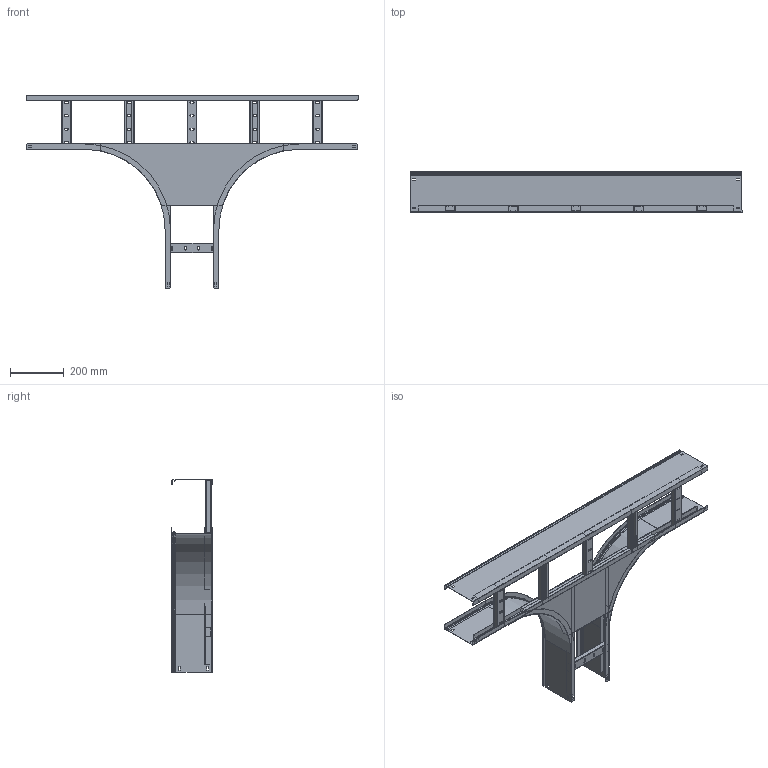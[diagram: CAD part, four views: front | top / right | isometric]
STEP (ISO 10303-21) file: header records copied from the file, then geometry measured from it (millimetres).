
FILE_DESCRIPTION (( 'STEP AP214' ), '1' );
FILE_NAME ('CRT04-4-150x200.STEP', '2021-03-10T06:26:49', ( '' ), ( '' ), 'SwSTEP 2.0', 'SolidWorks 2017', '' );
FILE_SCHEMA (( 'AUTOMOTIVE_DESIGN' ));
Length unit declared in the file: millimetre
Products named in the file (9): 岓臍 195.03.10 捘 冓憵_00_-00 (1174x200); ÊÈÂÀ 195.01.05 Ï-ïðîôèëü_îòâ_ö_00_668.2; CRT04-4-150x200; 岓臍 195.01.01_呧翲歑鍙 摳賧禖嶱闅槂鐻00_-03 h150; ÊÈÂÀ 195.03.04 Ï-ïðîôèëü_00_-01 (1174); ÊÈÂÀ 195.01.03_Ïëàíêà ïîïåðå÷íàÿ_00_-00; 岓臍 195.01.20 捘 冓憵_闅槂鐻00_-00 (200); ÊÈÂÀ 195.03.01 Ëîíæåðîí ïðÿìîé_00_-15; ÊÈÂÀ 195.03.02_Ïëàñòèíà ñîåäèíèòåëüíàÿ_00_-00 (1174)
Assembly tree (18 placements, depth 3):
  CRT04-4-150x200
    岓臍 195.03.10 捘 冓憵_00_-00 (1174x200)
      ÊÈÂÀ 195.03.04 Ï-ïðîôèëü_00_-01 (1174)  x2
      ÊÈÂÀ 195.01.03_Ïëàíêà ïîïåðå÷íàÿ_00_-00  x5
    ÊÈÂÀ 195.03.02_Ïëàñòèíà ñîåäèíèòåëüíàÿ_00_-00 (1174)  x2
    岓臍 195.01.20 捘 冓憵_闅槂鐻00_-00 (200)
      ÊÈÂÀ 195.01.05 Ï-ïðîôèëü_îòâ_ö_00_668.2  x2
      ÊÈÂÀ 195.01.03_Ïëàíêà ïîïåðå÷íàÿ_00_-00  x2
    岓臍 195.01.01_呧翲歑鍙 摳賧禖嶱闅槂鐻00_-03 h150  x2
    ÊÈÂÀ 195.03.01 Ëîíæåðîí ïðÿìîé_00_-15
Bounding box: 1234 x 151.3 x 717 mm (x, y, z)
Volume: 1319073.5 mm3; surface area: 2225710 mm2
Topology: 16 solids, 16 shells, 894 faces, 2190 edges, 1328 vertices
Faces by surface type: plane 658, cylinder 216, torus 12, cone 8
Entity records: 10550 total; most frequent: CARTESIAN_POINT 1767, DIRECTION 1766, ORIENTED_EDGE 1732, EDGE_CURVE 866, VECTOR 700, LINE 700, VERTEX_POINT 534, AXIS2_PLACEMENT_3D 533
